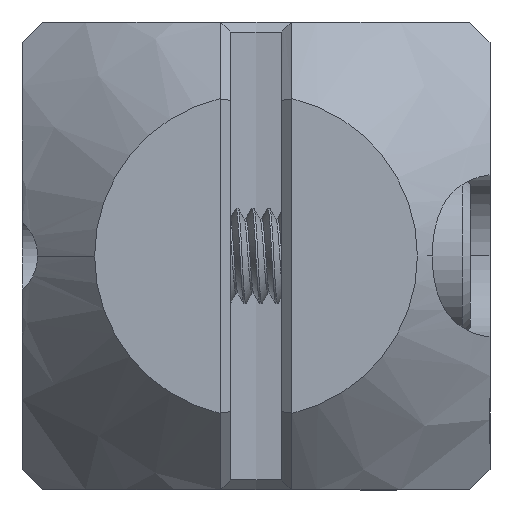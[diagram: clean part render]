
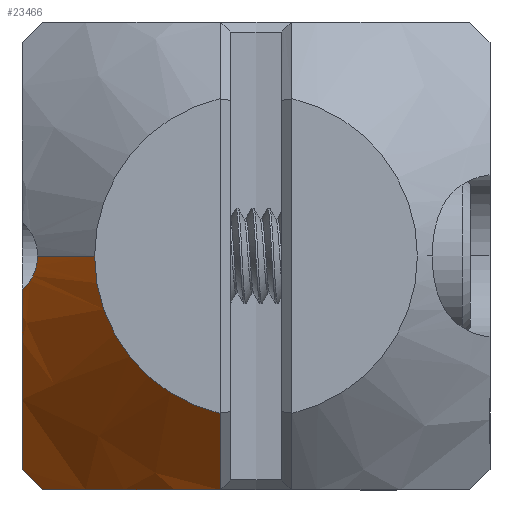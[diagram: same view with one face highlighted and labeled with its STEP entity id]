
A CAD part, front view. The second image highlights one B-rep face of the part: STEP entity #23466.
In plain terms, the highlighted conical face has half-angle 45 degrees and reference radius 25.4 mm.
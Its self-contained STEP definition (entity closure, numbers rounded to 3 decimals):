
#94 = EDGE_LOOP ( 'NONE', ( #2627, #34534, #26779, #7906, #23112, #10360, #7740 ) ) ;
#140 = CARTESIAN_POINT ( 'NONE',  ( -12.961, -16.38, -1.265 ) ) ;
#942 = B_SPLINE_CURVE_WITH_KNOTS ( 'NONE', 3,
 ( #13585, #13947, #22128, #16861, #10860, #27918, #11043, #13772, #21941, #19040, #8131, #140, #3034, #24854, #5585 ),
 .UNSPECIFIED., .F., .F.,
 ( 4, 2, 2, 1, 1, 1, 2, 2, 4 ),
 ( 0., 0.125, 0.188, 0.219, 0.234, 0.242, 0.246, 0.25, 0.5 ),
 .UNSPECIFIED. ) ;
#2368 = EDGE_CURVE ( 'NONE', #5093, #6004, #5223, .T. ) ;
#2627 = ORIENTED_EDGE ( 'NONE', *, *, #17369, .F. ) ;
#3010 = CARTESIAN_POINT ( 'NONE',  ( -1.147, -15.58, -14.732 ) ) ;
#3034 = CARTESIAN_POINT ( 'NONE',  ( -12.769, -16.606, -0.877 ) ) ;
#3158 = CARTESIAN_POINT ( 'NONE',  ( -1.16, -18.341, -11.931 ) ) ;
#3191 = CARTESIAN_POINT ( 'NONE',  ( -12.381, -10.524, -14.732 ) ) ;
#5093 = VERTEX_POINT ( 'NONE', #7580 ) ;
#5223 = LINE ( 'NONE', #30468, #35685 ) ;
#5585 = CARTESIAN_POINT ( 'NONE',  ( -12.675, -16.724, 0. ) ) ;
#5887 = CARTESIAN_POINT ( 'NONE',  ( -1.15, -16.368, -13.935 ) ) ;
#6004 = VERTEX_POINT ( 'NONE', #17836 ) ;
#7135 = CARTESIAN_POINT ( 'NONE',  ( -1.174, -20.32, -9.906 ) ) ;
#7580 = CARTESIAN_POINT ( 'NONE',  ( -9.079, -20.32, 0. ) ) ;
#7740 = ORIENTED_EDGE ( 'NONE', *, *, #22216, .T. ) ;
#7906 = ORIENTED_EDGE ( 'NONE', *, *, #17207, .F. ) ;
#8131 = CARTESIAN_POINT ( 'NONE',  ( -12.963, -16.378, -1.269 ) ) ;
#9522 = CARTESIAN_POINT ( 'NONE',  ( 1.081, -20.32, 0. ) ) ;
#9654 = DIRECTION ( 'NONE',  ( 0., 1., 0. ) ) ;
#10049 = DIRECTION ( 'NONE',  ( 0., -1., 0. ) ) ;
#10114 = VERTEX_POINT ( 'NONE', #30677 ) ;
#10360 = ORIENTED_EDGE ( 'NONE', *, *, #25758, .F. ) ;
#10860 = CARTESIAN_POINT ( 'NONE',  ( -13.139, -16.174, -1.567 ) ) ;
#11043 = CARTESIAN_POINT ( 'NONE',  ( -13.031, -16.299, -1.396 ) ) ;
#11350 = CARTESIAN_POINT ( 'NONE',  ( -13.651, -15.601, -2.087 ) ) ;
#13157 = CARTESIAN_POINT ( 'NONE',  ( -12.381, -10.524, -14.732 ) ) ;
#13585 = CARTESIAN_POINT ( 'NONE',  ( -13.651, -15.601, -2.087 ) ) ;
#13772 = CARTESIAN_POINT ( 'NONE',  ( -12.994, -16.342, -1.328 ) ) ;
#13776 = DIRECTION ( 'NONE',  ( -0.707, 0.707, 0. ) ) ;
#13947 = CARTESIAN_POINT ( 'NONE',  ( -13.499, -15.767, -1.977 ) ) ;
#14240 = CARTESIAN_POINT ( 'NONE',  ( -1.163, -18.744, -11.52 ) ) ;
#14973 = DIRECTION ( 'NONE',  ( 1., 0., 0. ) ) ;
#15334 = CARTESIAN_POINT ( 'NONE',  ( -13.651, -15.601, -2.087 ) ) ;
#16341 = CARTESIAN_POINT ( 'NONE',  ( -12.381, -10.524, -14.732 ) ) ;
#16861 = CARTESIAN_POINT ( 'NONE',  ( -13.192, -16.114, -1.64 ) ) ;
#17207 = EDGE_CURVE ( 'NONE', #33928, #28714, #28547, .T. ) ;
#17230 = CIRCLE ( 'NONE', #30546, 10.16 ) ;
#17369 = EDGE_CURVE ( 'NONE', #5093, #29217, #17230, .T. ) ;
#17836 = CARTESIAN_POINT ( 'NONE',  ( -12.675, -16.724, 0. ) ) ;
#17939 = EDGE_CURVE ( 'NONE', #28714, #6004, #942, .T. ) ;
#18187 = DIRECTION ( 'NONE',  ( -1., 0., 0. ) ) ;
#19040 = CARTESIAN_POINT ( 'NONE',  ( -12.968, -16.372, -1.279 ) ) ;
#19705 = CARTESIAN_POINT ( 'NONE',  ( -1.147, -15.58, -14.732 ) ) ;
#21941 = CARTESIAN_POINT ( 'NONE',  ( -12.976, -16.363, -1.293 ) ) ;
#22128 = CARTESIAN_POINT ( 'NONE',  ( -13.365, -15.917, -1.849 ) ) ;
#22216 = EDGE_CURVE ( 'NONE', #10114, #29217, #27403, .T. ) ;
#22436 = CARTESIAN_POINT ( 'NONE',  ( -13.651, -14.92, -6.945 ) ) ;
#23112 = ORIENTED_EDGE ( 'NONE', *, *, #31541, .T. ) ;
#23466 = ADVANCED_FACE ( 'NONE', ( #31990 ), #28907, .T. ) ;
#24854 = CARTESIAN_POINT ( 'NONE',  ( -12.675, -16.724, -0.436 ) ) ;
#25329 = CARTESIAN_POINT ( 'NONE',  ( -1.168, -19.534, -10.713 ) ) ;
#25337 = CARTESIAN_POINT ( 'NONE',  ( -13.651, -10.524, -13.462 ) ) ;
#25362 = CARTESIAN_POINT ( 'NONE',  ( -5.949, -14.862, -14.732 ) ) ;
#25445 = AXIS2_PLACEMENT_3D ( 'NONE', #28899, #9654, #18187 ) ;
#25758 = EDGE_CURVE ( 'NONE', #10114, #34745, #31106, .T. ) ;
#26779 = ORIENTED_EDGE ( 'NONE', *, *, #17939, .F. ) ;
#27403 = B_SPLINE_CURVE_WITH_KNOTS ( 'NONE', 3,
 ( #19705, #5887, #28036, #3158, #14240, #25329, #33684, #7135 ),
 .UNSPECIFIED., .F., .F.,
 ( 4, 2, 2, 4 ),
 ( -0.681, -0.337, -0.169, 0. ),
 .UNSPECIFIED. ) ;
#27918 = CARTESIAN_POINT ( 'NONE',  ( -13.066, -16.258, -1.454 ) ) ;
#28036 = CARTESIAN_POINT ( 'NONE',  ( -1.154, -17.166, -13.126 ) ) ;
#28547 =( BOUNDED_CURVE ( )  B_SPLINE_CURVE ( 2, ( #25337, #22436, #11350 ),
 .UNSPECIFIED., .F., .T. ) 
 B_SPLINE_CURVE_WITH_KNOTS ( ( 3, 3 ),
 ( 5.628, 9.635 ),
 .UNSPECIFIED. ) 
 CURVE ( )  GEOMETRIC_REPRESENTATION_ITEM ( )  RATIONAL_B_SPLINE_CURVE ( ( 2.793, 3.198, 3.272 ) ) 
 REPRESENTATION_ITEM ( '' )  );
#28714 = VERTEX_POINT ( 'NONE', #15334 ) ;
#28899 = CARTESIAN_POINT ( 'NONE',  ( 1.081, -5.08, 0. ) ) ;
#28907 = CONICAL_SURFACE ( 'NONE', #25445, 25.4, 0.785 ) ;
#29217 = VERTEX_POINT ( 'NONE', #34494 ) ;
#30218 = CARTESIAN_POINT ( 'NONE',  ( -13.651, -10.524, -13.462 ) ) ;
#30468 = CARTESIAN_POINT ( 'NONE',  ( -24.319, -5.08, 0. ) ) ;
#30546 = AXIS2_PLACEMENT_3D ( 'NONE', #9522, #10049, #14973 ) ;
#30677 = CARTESIAN_POINT ( 'NONE',  ( -1.147, -15.58, -14.732 ) ) ;
#30681 =( BOUNDED_CURVE ( )  B_SPLINE_CURVE ( 2, ( #30218, #33315, #13157 ),
 .UNSPECIFIED., .F., .T. ) 
 B_SPLINE_CURVE_WITH_KNOTS ( ( 3, 3 ),
 ( -9.665, -9.114 ),
 .UNSPECIFIED. ) 
 CURVE ( )  GEOMETRIC_REPRESENTATION_ITEM ( )  RATIONAL_B_SPLINE_CURVE ( ( 2.433, 2.435, 2.433 ) ) 
 REPRESENTATION_ITEM ( '' )  );
#31106 =( BOUNDED_CURVE ( )  B_SPLINE_CURVE ( 2, ( #3010, #25362, #3191 ),
 .UNSPECIFIED., .F., .T. ) 
 B_SPLINE_CURVE_WITH_KNOTS ( ( 3, 3 ),
 ( 11.476, 15.424 ),
 .UNSPECIFIED. ) 
 CURVE ( )  GEOMETRIC_REPRESENTATION_ITEM ( )  RATIONAL_B_SPLINE_CURVE ( ( 3.27, 3.193, 2.793 ) ) 
 REPRESENTATION_ITEM ( '' )  );
#31541 = EDGE_CURVE ( 'NONE', #33928, #34745, #30681, .T. ) ;
#31990 = FACE_OUTER_BOUND ( 'NONE', #94, .T. ) ;
#33315 = CARTESIAN_POINT ( 'NONE',  ( -13.016, -10.564, -14.097 ) ) ;
#33684 = CARTESIAN_POINT ( 'NONE',  ( -1.171, -19.928, -10.309 ) ) ;
#33928 = VERTEX_POINT ( 'NONE', #34506 ) ;
#34494 = CARTESIAN_POINT ( 'NONE',  ( -1.174, -20.32, -9.906 ) ) ;
#34506 = CARTESIAN_POINT ( 'NONE',  ( -13.651, -10.524, -13.462 ) ) ;
#34534 = ORIENTED_EDGE ( 'NONE', *, *, #2368, .T. ) ;
#34745 = VERTEX_POINT ( 'NONE', #16341 ) ;
#35685 = VECTOR ( 'NONE', #13776, 1000. ) ;
